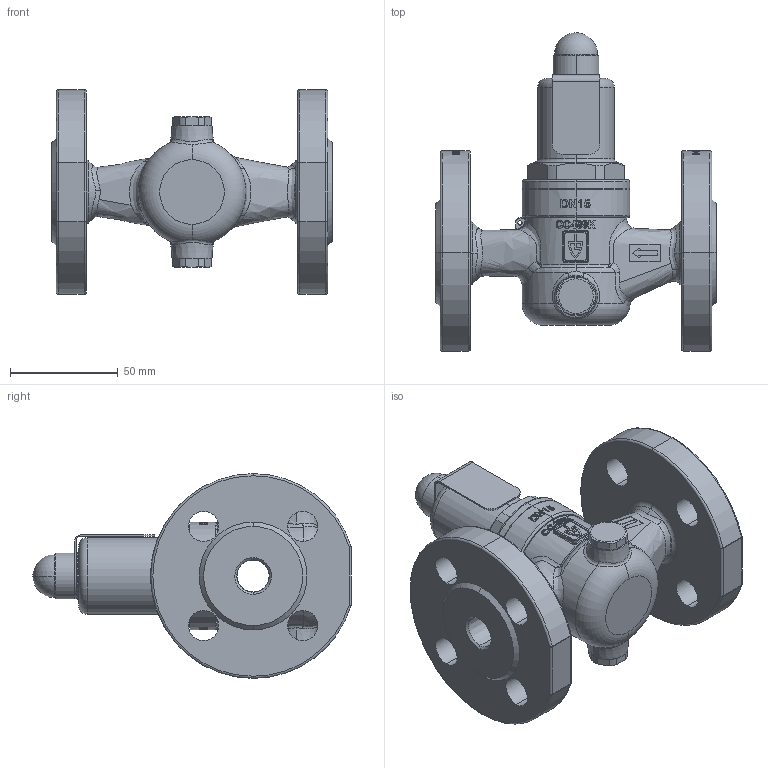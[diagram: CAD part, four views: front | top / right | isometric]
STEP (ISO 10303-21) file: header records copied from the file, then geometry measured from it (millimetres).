
FILE_DESCRIPTION (( 'STEP AP214' ), '1' );
FILE_NAME ('631mGFO_15_FLFL_1515.STEP', '2018-05-04T07:43:42', ( '' ), ( '' ), 'SwSTEP 2.0', 'SolidWorks 2018', '' );
FILE_SCHEMA (( 'AUTOMOTIVE_DESIGN' ));
Length unit declared in the file: millimetre
Products named in the file (1): 631mGFO_15_FLFL_1515
Bounding box: 130 x 147.7 x 95 mm (x, y, z)
Surface area: 66984.6 mm2 (no closed solid volume)
Topology: 0 solids, 6 shells, 687 faces, 2313 edges, 1559 vertices
Faces by surface type: plane 262, bspline 189, cylinder 164, torus 38, cone 24, sphere 10
Entity records: 46734 total; most frequent: CARTESIAN_POINT 21134, ORIENTED_EDGE 3862, DIRECTION 3153, EDGE_CURVE 2296, VERTEX_POINT 1556, AXIS2_PLACEMENT_3D 1102, VECTOR 949, LINE 949
